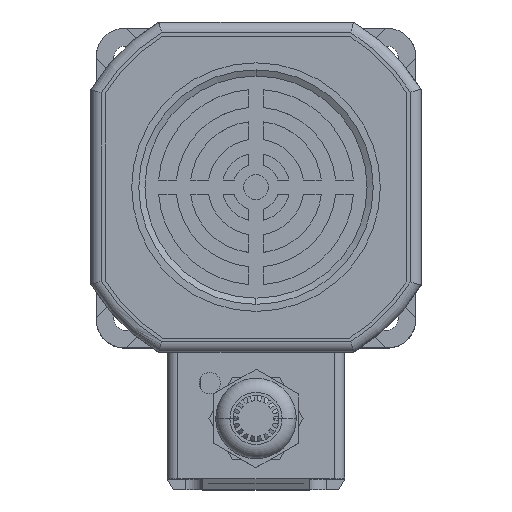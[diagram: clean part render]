
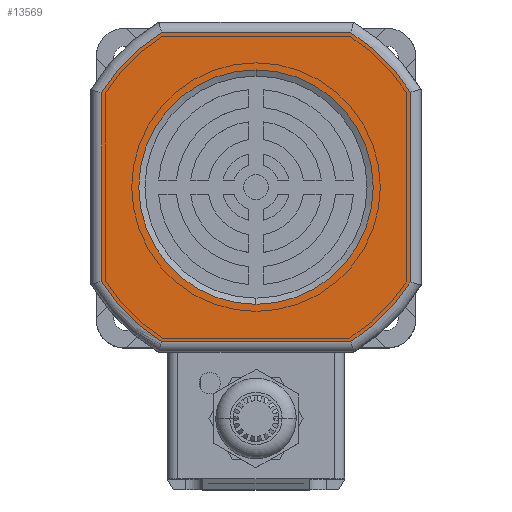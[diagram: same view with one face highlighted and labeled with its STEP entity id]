
A CAD part, top view. The second image highlights one B-rep face of the part: STEP entity #13569.
In plain terms, the highlighted face is planar.
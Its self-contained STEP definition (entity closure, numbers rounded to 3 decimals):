
#191 = DIRECTION ( 'NONE',  ( 0., 0., 1. ) ) ;
#332 = CARTESIAN_POINT ( 'NONE',  ( -43.5, 0., -26.54 ) ) ;
#540 = EDGE_CURVE ( 'NONE', #15493, #12232, #22370, .T. ) ;
#660 = FACE_BOUND ( 'NONE', #24846, .T. ) ;
#801 = VERTEX_POINT ( 'NONE', #20992 ) ;
#965 = VERTEX_POINT ( 'NONE', #13170 ) ;
#1366 = CARTESIAN_POINT ( 'NONE',  ( -43.5, 0., 26.54 ) ) ;
#1733 = EDGE_CURVE ( 'NONE', #25356, #801, #22990, .T. ) ;
#1833 = VERTEX_POINT ( 'NONE', #19039 ) ;
#1898 = AXIS2_PLACEMENT_3D ( 'NONE', #17319, #4430, #19568 ) ;
#1976 = VERTEX_POINT ( 'NONE', #17410 ) ;
#2501 = DIRECTION ( 'NONE',  ( 1., 0., 0. ) ) ;
#2714 = VECTOR ( 'NONE', #2501, 1000. ) ;
#3253 = ORIENTED_EDGE ( 'NONE', *, *, #10952, .T. ) ;
#3999 = ORIENTED_EDGE ( 'NONE', *, *, #15919, .T. ) ;
#4136 = DIRECTION ( 'NONE',  ( 0., -1., 0. ) ) ;
#4430 = DIRECTION ( 'NONE',  ( 0., -1., 0. ) ) ;
#4521 = CARTESIAN_POINT ( 'NONE',  ( 0., 0., 0. ) ) ;
#4550 = CARTESIAN_POINT ( 'NONE',  ( 0.05, 0., 0. ) ) ;
#4999 = CARTESIAN_POINT ( 'NONE',  ( 43.5, 0., 0. ) ) ;
#5455 = CIRCLE ( 'NONE', #1898, 51. ) ;
#5797 = VECTOR ( 'NONE', #16694, 1000. ) ;
#5847 = CARTESIAN_POINT ( 'NONE',  ( 0., 0., 0. ) ) ;
#5934 = EDGE_LOOP ( 'NONE', ( #15589, #3253, #25847, #7523, #3999, #6279, #16327, #18345 ) ) ;
#6186 = DIRECTION ( 'NONE',  ( 0., -1., 0. ) ) ;
#6215 = CIRCLE ( 'NONE', #8155, 51. ) ;
#6279 = ORIENTED_EDGE ( 'NONE', *, *, #12725, .T. ) ;
#6698 = DIRECTION ( 'NONE',  ( 0., 0., -1. ) ) ;
#6733 = DIRECTION ( 'NONE',  ( 0., 0., 1. ) ) ;
#6821 = CARTESIAN_POINT ( 'NONE',  ( 0.05, 0., -43.5 ) ) ;
#7523 = ORIENTED_EDGE ( 'NONE', *, *, #26234, .T. ) ;
#7964 = VERTEX_POINT ( 'NONE', #8317 ) ;
#7991 = DIRECTION ( 'NONE',  ( 0., 0., -1. ) ) ;
#8111 = EDGE_CURVE ( 'NONE', #965, #13250, #20608, .T. ) ;
#8155 = AXIS2_PLACEMENT_3D ( 'NONE', #4550, #19698, #6733 ) ;
#8317 = CARTESIAN_POINT ( 'NONE',  ( 43.5, 0., 26.705 ) ) ;
#8522 = LINE ( 'NONE', #6821, #2714 ) ;
#9636 = CARTESIAN_POINT ( 'NONE',  ( -43.5, 0., 0. ) ) ;
#10032 = ORIENTED_EDGE ( 'NONE', *, *, #8111, .F. ) ;
#10465 = AXIS2_PLACEMENT_3D ( 'NONE', #19121, #6186, #21326 ) ;
#10952 = EDGE_CURVE ( 'NONE', #12232, #1976, #17709, .T. ) ;
#11548 = FACE_OUTER_BOUND ( 'NONE', #5934, .T. ) ;
#11573 = CIRCLE ( 'NONE', #17547, 33. ) ;
#12232 = VERTEX_POINT ( 'NONE', #332 ) ;
#12391 = AXIS2_PLACEMENT_3D ( 'NONE', #26264, #13186, #191 ) ;
#12725 = EDGE_CURVE ( 'NONE', #7964, #25356, #6215, .T. ) ;
#13094 = PLANE ( 'NONE',  #12391 ) ;
#13170 = CARTESIAN_POINT ( 'NONE',  ( 0., 0., 33. ) ) ;
#13186 = DIRECTION ( 'NONE',  ( 0., 1., 0. ) ) ;
#13250 = VERTEX_POINT ( 'NONE', #24919 ) ;
#13569 = ADVANCED_FACE ( 'NONE', ( #11548, #660 ), #13094, .F. ) ;
#14989 = CARTESIAN_POINT ( 'NONE',  ( 26.673, 0., 43.5 ) ) ;
#15493 = VERTEX_POINT ( 'NONE', #1366 ) ;
#15589 = ORIENTED_EDGE ( 'NONE', *, *, #540, .T. ) ;
#15708 = DIRECTION ( 'NONE',  ( 0., 0., 1. ) ) ;
#15919 = EDGE_CURVE ( 'NONE', #22918, #7964, #21626, .T. ) ;
#16327 = ORIENTED_EDGE ( 'NONE', *, *, #1733, .T. ) ;
#16694 = DIRECTION ( 'NONE',  ( 0., 0., -1. ) ) ;
#17037 = CARTESIAN_POINT ( 'NONE',  ( 0.05, 0., 0. ) ) ;
#17319 = CARTESIAN_POINT ( 'NONE',  ( 0.05, 0., 0. ) ) ;
#17410 = CARTESIAN_POINT ( 'NONE',  ( -26.572, 0., -43.5 ) ) ;
#17547 = AXIS2_PLACEMENT_3D ( 'NONE', #5847, #20971, #7991 ) ;
#17709 = CIRCLE ( 'NONE', #10465, 51. ) ;
#17884 = EDGE_CURVE ( 'NONE', #801, #15493, #18426, .T. ) ;
#18345 = ORIENTED_EDGE ( 'NONE', *, *, #17884, .T. ) ;
#18426 = CIRCLE ( 'NONE', #26177, 51. ) ;
#19039 = CARTESIAN_POINT ( 'NONE',  ( 26.673, 0., -43.5 ) ) ;
#19121 = CARTESIAN_POINT ( 'NONE',  ( 0.05, 0., 0. ) ) ;
#19276 = DIRECTION ( 'NONE',  ( 0., 0., 1. ) ) ;
#19280 = VECTOR ( 'NONE', #26115, 1000. ) ;
#19568 = DIRECTION ( 'NONE',  ( 0., 0., 1. ) ) ;
#19667 = DIRECTION ( 'NONE',  ( 0., -1., 0. ) ) ;
#19698 = DIRECTION ( 'NONE',  ( 0., -1., 0. ) ) ;
#20608 = CIRCLE ( 'NONE', #27178, 33. ) ;
#20745 = EDGE_CURVE ( 'NONE', #13250, #965, #11573, .T. ) ;
#20971 = DIRECTION ( 'NONE',  ( 0., -1., 0. ) ) ;
#20992 = CARTESIAN_POINT ( 'NONE',  ( -26.572, 0., 43.5 ) ) ;
#21326 = DIRECTION ( 'NONE',  ( 0., 0., 1. ) ) ;
#21626 = LINE ( 'NONE', #4999, #26082 ) ;
#22370 = LINE ( 'NONE', #9636, #5797 ) ;
#22918 = VERTEX_POINT ( 'NONE', #23316 ) ;
#22990 = LINE ( 'NONE', #25504, #19280 ) ;
#23316 = CARTESIAN_POINT ( 'NONE',  ( 43.5, 0., -26.705 ) ) ;
#24846 = EDGE_LOOP ( 'NONE', ( #28178, #10032 ) ) ;
#24919 = CARTESIAN_POINT ( 'NONE',  ( 0., 0., -33. ) ) ;
#25356 = VERTEX_POINT ( 'NONE', #14989 ) ;
#25504 = CARTESIAN_POINT ( 'NONE',  ( 0.05, 0., 43.5 ) ) ;
#25777 = EDGE_CURVE ( 'NONE', #1976, #1833, #8522, .T. ) ;
#25847 = ORIENTED_EDGE ( 'NONE', *, *, #25777, .T. ) ;
#26082 = VECTOR ( 'NONE', #15708, 1000. ) ;
#26115 = DIRECTION ( 'NONE',  ( -1., 0., 0. ) ) ;
#26177 = AXIS2_PLACEMENT_3D ( 'NONE', #17037, #4136, #19276 ) ;
#26234 = EDGE_CURVE ( 'NONE', #1833, #22918, #5455, .T. ) ;
#26264 = CARTESIAN_POINT ( 'NONE',  ( 0.05, 0., 0. ) ) ;
#27178 = AXIS2_PLACEMENT_3D ( 'NONE', #4521, #19667, #6698 ) ;
#28178 = ORIENTED_EDGE ( 'NONE', *, *, #20745, .F. ) ;
